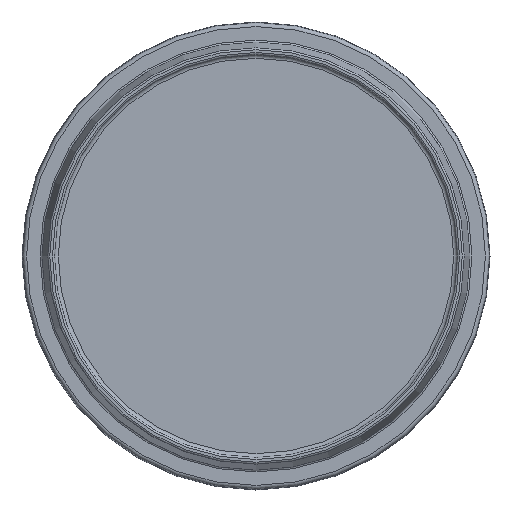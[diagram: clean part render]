
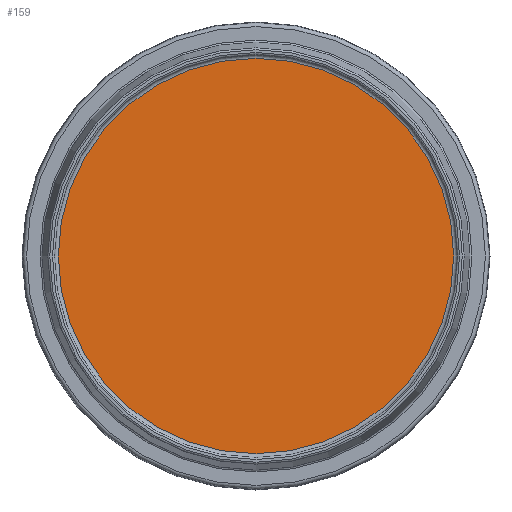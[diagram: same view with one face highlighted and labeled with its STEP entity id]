
A CAD part, front view. The second image highlights one B-rep face of the part: STEP entity #159.
In plain terms, the highlighted planar face has unit normal (0, -1, 0).
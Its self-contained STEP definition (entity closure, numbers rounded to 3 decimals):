
#50=FACE_OUTER_BOUND('',#76,.T.);
#76=EDGE_LOOP('',(#141));
#89=CIRCLE('',#187,50.9);
#102=VERTEX_POINT('',#283);
#115=EDGE_CURVE('',#102,#102,#89,.T.);
#141=ORIENTED_EDGE('',*,*,#115,.T.);
#145=PLANE('',#188);
#159=ADVANCED_FACE('',(#50),#145,.T.);
#187=AXIS2_PLACEMENT_3D('',#284,#241,#242);
#188=AXIS2_PLACEMENT_3D('',#285,#243,#244);
#241=DIRECTION('center_axis',(0.,-1.,0.));
#242=DIRECTION('ref_axis',(1.,0.,0.));
#243=DIRECTION('center_axis',(0.,-1.,0.));
#244=DIRECTION('ref_axis',(0.,0.,-1.));
#283=CARTESIAN_POINT('',(50.9,37.,0.));
#284=CARTESIAN_POINT('Origin',(0.,37.,0.));
#285=CARTESIAN_POINT('Origin',(0.,37.,0.));
